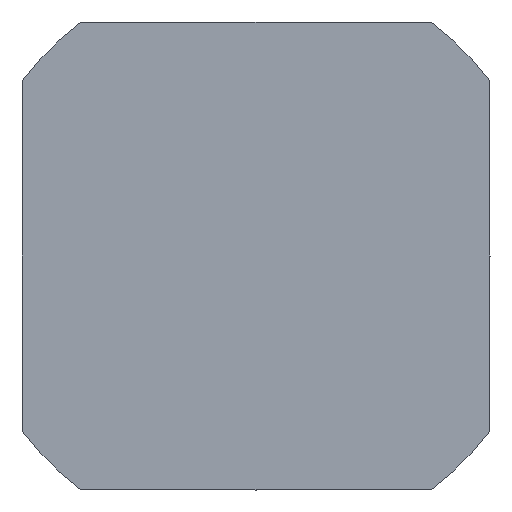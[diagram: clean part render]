
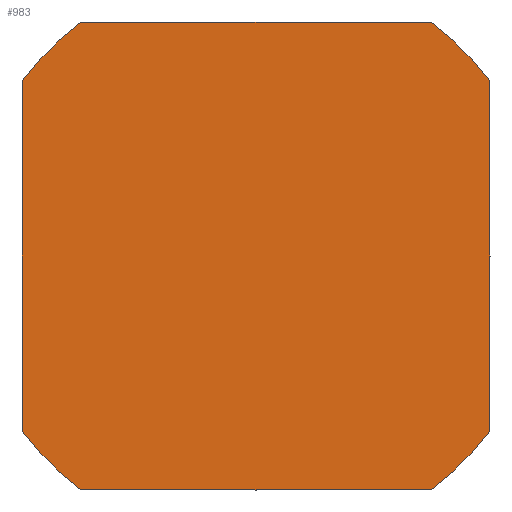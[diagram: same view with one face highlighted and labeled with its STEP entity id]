
A CAD part, left-side view. The second image highlights one B-rep face of the part: STEP entity #983.
In plain terms, the highlighted planar face has unit normal (-1, 0, 0).
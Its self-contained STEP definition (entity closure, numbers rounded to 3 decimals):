
#712=CARTESIAN_POINT('',(-3.21,2.97,0.));
#713=VERTEX_POINT('',#712);
#720=CARTESIAN_POINT('',(-3.21,3.96,0.99));
#721=VERTEX_POINT('',#720);
#722=CARTESIAN_POINT('',(-3.21,0.,3.96));
#723=DIRECTION('',(-1.0,0.,0.));
#724=DIRECTION('',(0.,0.707,-0.707));
#725=AXIS2_PLACEMENT_3D('',#722,#723,#724);
#726=CIRCLE('',#725,4.95);
#727=EDGE_CURVE('',#721,#713,#726,.T.);
#751=CARTESIAN_POINT('',(-3.21,-2.97,0.));
#752=VERTEX_POINT('',#751);
#759=CARTESIAN_POINT('',(-3.21,2.97,0.));
#760=DIRECTION('',(0.0,-1.0,0.0));
#761=VECTOR('',#760,5.94);
#762=LINE('',#759,#761);
#763=EDGE_CURVE('',#713,#752,#762,.T.);
#783=CARTESIAN_POINT('',(-3.21,-3.96,0.99));
#784=VERTEX_POINT('',#783);
#791=CARTESIAN_POINT('',(-3.21,0.,3.96));
#792=DIRECTION('',(-1.0,0.,0.));
#793=DIRECTION('',(0.,-0.707,-0.707));
#794=AXIS2_PLACEMENT_3D('',#791,#792,#793);
#795=CIRCLE('',#794,4.95);
#796=EDGE_CURVE('',#752,#784,#795,.T.);
#815=CARTESIAN_POINT('',(-3.21,-3.96,6.93));
#816=VERTEX_POINT('',#815);
#823=CARTESIAN_POINT('',(-3.21,-3.96,0.99));
#824=DIRECTION('',(0.0,0.0,1.0));
#825=VECTOR('',#824,5.94);
#826=LINE('',#823,#825);
#827=EDGE_CURVE('',#784,#816,#826,.T.);
#847=CARTESIAN_POINT('',(-3.21,-2.97,7.92));
#848=VERTEX_POINT('',#847);
#855=CARTESIAN_POINT('',(-3.21,0.,3.96));
#856=DIRECTION('',(-1.0,0.,0.));
#857=DIRECTION('',(0.,-0.707,0.707));
#858=AXIS2_PLACEMENT_3D('',#855,#856,#857);
#859=CIRCLE('',#858,4.95);
#860=EDGE_CURVE('',#816,#848,#859,.T.);
#879=CARTESIAN_POINT('',(-3.21,2.97,7.92));
#880=VERTEX_POINT('',#879);
#887=CARTESIAN_POINT('',(-3.21,-2.97,7.92));
#888=DIRECTION('',(0.0,1.0,0.0));
#889=VECTOR('',#888,5.94);
#890=LINE('',#887,#889);
#891=EDGE_CURVE('',#848,#880,#890,.T.);
#911=CARTESIAN_POINT('',(-3.21,3.96,6.93));
#912=VERTEX_POINT('',#911);
#919=CARTESIAN_POINT('',(-3.21,0.,3.96));
#920=DIRECTION('',(-1.0,0.,0.));
#921=DIRECTION('',(0.,0.707,0.707));
#922=AXIS2_PLACEMENT_3D('',#919,#920,#921);
#923=CIRCLE('',#922,4.95);
#924=EDGE_CURVE('',#880,#912,#923,.T.);
#942=CARTESIAN_POINT('',(-3.21,3.96,6.93));
#943=DIRECTION('',(0.0,0.0,-1.0));
#944=VECTOR('',#943,5.94);
#945=LINE('',#942,#944);
#946=EDGE_CURVE('',#912,#721,#945,.T.);
#968=CARTESIAN_POINT('',(-3.21,0.,3.96));
#969=DIRECTION('',(-1.0,0.0,0.0));
#970=DIRECTION('',(0.0,0.0,1.0));
#971=AXIS2_PLACEMENT_3D('',#968,#969,#970);
#972=PLANE('',#971);
#973=ORIENTED_EDGE('',*,*,#946,.T.);
#974=ORIENTED_EDGE('',*,*,#727,.T.);
#975=ORIENTED_EDGE('',*,*,#763,.T.);
#976=ORIENTED_EDGE('',*,*,#796,.T.);
#977=ORIENTED_EDGE('',*,*,#827,.T.);
#978=ORIENTED_EDGE('',*,*,#860,.T.);
#979=ORIENTED_EDGE('',*,*,#891,.T.);
#980=ORIENTED_EDGE('',*,*,#924,.T.);
#981=EDGE_LOOP('',(#973,#974,#975,#976,#977,#978,#979,#980));
#982=FACE_OUTER_BOUND('',#981,.T.);
#983=ADVANCED_FACE('',(#982),#972,.T.);
